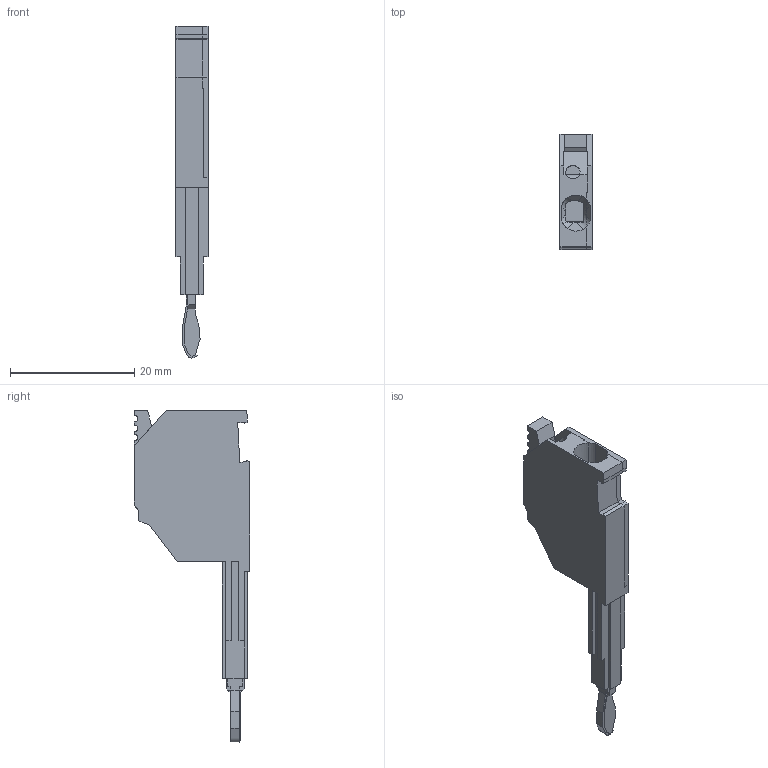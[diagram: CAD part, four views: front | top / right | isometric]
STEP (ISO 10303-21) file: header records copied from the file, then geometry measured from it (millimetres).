
FILE_DESCRIPTION(('Creo Elements/Direct Modeling STEP Export'),'2;1');
FILE_NAME('model.stp','2024-01-30T13:44:43',(''),(''),'Creo Elements/Direct Modeling STEP processor for AP214 (Solid Model)','Creo Elements/Direct Modeling 20.1D 10-Oct-2020 (C) Parametric Technology GmbH','');
FILE_SCHEMA(('AUTOMOTIVE_DESIGN { 1 0 10303 214 1 1 1 1 }'));
Length unit declared in the file: millimetre
Products named in the file (2): LPO_2.5-SELECT
Assembly tree (1 placements, depth 2):
  LPO_2.5-SELECT
    LPO_2.5-SELECT
Bounding box: 5.15 x 18.5 x 53.36 mm (x, y, z)
Volume: 2112.2 mm3; surface area: 1975.1 mm2
Topology: 1 solids, 1 shells, 151 faces, 439 edges, 291 vertices
Faces by surface type: plane 132, cylinder 19
Entity records: 6635 total; most frequent: CARTESIAN_POINT 1516, ORIENTED_EDGE 878, DIRECTION 696, EDGE_CURVE 439, VECTOR 364, LINE 364, VERTEX_POINT 291, AXIS2_PLACEMENT_3D 166
